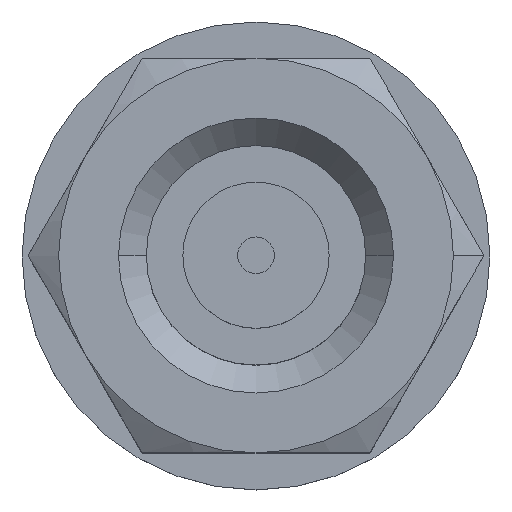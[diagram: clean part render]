
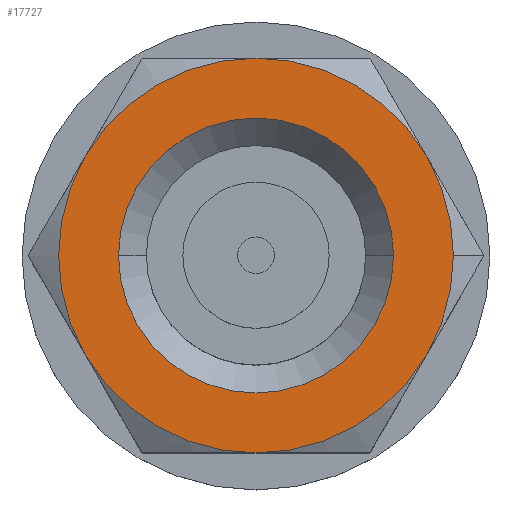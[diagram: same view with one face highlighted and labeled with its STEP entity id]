
A CAD part, top view. The second image highlights one B-rep face of the part: STEP entity #17727.
In plain terms, the highlighted face is planar.
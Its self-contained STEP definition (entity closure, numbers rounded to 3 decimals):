
#17278=CARTESIAN_POINT('',(0.,-2.3,0.));
#17279=DIRECTION('',(0.,1.,0.));
#17280=DIRECTION('',(0.,0.,1.));
#17281=AXIS2_PLACEMENT_3D('',#17278,#17279,#17280);
#17283=CARTESIAN_POINT('',(0.,-2.3,0.));
#17284=DIRECTION('',(0.,1.,0.));
#17285=DIRECTION('',(0.5,0.,0.866));
#17286=AXIS2_PLACEMENT_3D('',#17283,#17284,#17285);
#17288=CARTESIAN_POINT('',(0.,-2.3,0.));
#17289=DIRECTION('',(0.,1.,0.));
#17290=DIRECTION('',(1.,0.,0.));
#17291=AXIS2_PLACEMENT_3D('',#17288,#17289,#17290);
#17293=CARTESIAN_POINT('',(0.,-2.3,0.));
#17294=DIRECTION('',(0.,1.,0.));
#17295=DIRECTION('',(0.5,0.,-0.866));
#17296=AXIS2_PLACEMENT_3D('',#17293,#17294,#17295);
#17298=CARTESIAN_POINT('',(0.,-2.3,0.));
#17299=DIRECTION('',(0.,1.,0.));
#17300=DIRECTION('',(-0.5,0.,-0.866));
#17301=AXIS2_PLACEMENT_3D('',#17298,#17299,#17300);
#17303=CARTESIAN_POINT('',(0.,-2.3,0.));
#17304=DIRECTION('',(0.,1.,0.));
#17305=DIRECTION('',(-1.,0.,0.));
#17306=AXIS2_PLACEMENT_3D('',#17303,#17304,#17305);
#17308=CARTESIAN_POINT('',(0.,-2.3,0.));
#17309=DIRECTION('',(0.,1.,0.));
#17310=DIRECTION('',(-0.5,0.,0.866));
#17311=AXIS2_PLACEMENT_3D('',#17308,#17309,#17310);
#17313=CARTESIAN_POINT('',(0.,-2.3,0.));
#17314=DIRECTION('',(0.,-1.,0.));
#17315=DIRECTION('',(0.,0.,1.));
#17316=AXIS2_PLACEMENT_3D('',#17313,#17314,#17315);
#17318=CARTESIAN_POINT('',(0.,-2.3,0.));
#17319=DIRECTION('',(0.,-1.,0.));
#17320=DIRECTION('',(0.,0.,-1.));
#17321=AXIS2_PLACEMENT_3D('',#17318,#17319,#17320);
#17359=CARTESIAN_POINT('',(2.7,-2.3,
0.));
#17373=CARTESIAN_POINT('',(1.35,-2.3,
2.338));
#17584=CARTESIAN_POINT('',(1.35,-2.3,
-2.338));
#17600=CARTESIAN_POINT('',(-1.35,-2.3,
-2.338));
#17616=CARTESIAN_POINT('',(-2.7,-2.3,
0.));
#17618=CARTESIAN_POINT('',(0.,-2.3,-1.88));
#17620=VERTEX_POINT('',#17618);
#17624=CARTESIAN_POINT('',(0.,-2.3,
1.88));
#17625=VERTEX_POINT('',#17624);
#17626=CARTESIAN_POINT('',(-1.35,-2.3,2.338));
#17627=CARTESIAN_POINT('',(0.,-2.3,2.7));
#17628=VERTEX_POINT('',#17626);
#17629=VERTEX_POINT('',#17627);
#17649=VERTEX_POINT('',#17600);
#17665=VERTEX_POINT('',#17584);
#17668=VERTEX_POINT('',#17616);
#17669=VERTEX_POINT('',#17359);
#17671=VERTEX_POINT('',#17373);
#17702=CARTESIAN_POINT('',(0.,-2.3,-0.001));
#17703=DIRECTION('',(0.,1.,0.));
#17704=DIRECTION('',(0.,0.,1.));
#17705=AXIS2_PLACEMENT_3D('',#17702,#17703,#17704);
#17706=PLANE('',#17705);
#17708=ORIENTED_EDGE('',*,*,#17707,.T.);
#17710=ORIENTED_EDGE('',*,*,#17709,.T.);
#17712=ORIENTED_EDGE('',*,*,#17711,.T.);
#17714=ORIENTED_EDGE('',*,*,#17713,.T.);
#17716=ORIENTED_EDGE('',*,*,#17715,.T.);
#17718=ORIENTED_EDGE('',*,*,#17717,.T.);
#17720=ORIENTED_EDGE('',*,*,#17719,.T.);
#17721=EDGE_LOOP('',(#17708,#17710,#17712,#17714,#17716,#17718,#17720));
#17722=FACE_OUTER_BOUND('',#17721,.F.);
#17723=ORIENTED_EDGE('',*,*,#17679,.T.);
#17724=ORIENTED_EDGE('',*,*,#17693,.T.);
#17725=EDGE_LOOP('',(#17723,#17724));
#17726=FACE_BOUND('',#17725,.F.);
#17727=ADVANCED_FACE('',(#17722,#17726),#17706,.F.);
#17282=CIRCLE('',#17281,2.7);
#17287=CIRCLE('',#17286,2.7);
#17292=CIRCLE('',#17291,2.7);
#17297=CIRCLE('',#17296,2.7);
#17302=CIRCLE('',#17301,2.7);
#17307=CIRCLE('',#17306,2.7);
#17312=CIRCLE('',#17311,2.7);
#17317=CIRCLE('',#17316,1.88);
#17322=CIRCLE('',#17321,1.88);
#17679=EDGE_CURVE('',#17625,#17620,#17317,.T.);
#17693=EDGE_CURVE('',#17620,#17625,#17322,.T.);
#17707=EDGE_CURVE('',#17629,#17671,#17282,.T.);
#17709=EDGE_CURVE('',#17671,#17669,#17287,.T.);
#17711=EDGE_CURVE('',#17669,#17665,#17292,.T.);
#17713=EDGE_CURVE('',#17665,#17649,#17297,.T.);
#17715=EDGE_CURVE('',#17649,#17668,#17302,.T.);
#17717=EDGE_CURVE('',#17668,#17628,#17307,.T.);
#17719=EDGE_CURVE('',#17628,#17629,#17312,.T.);
